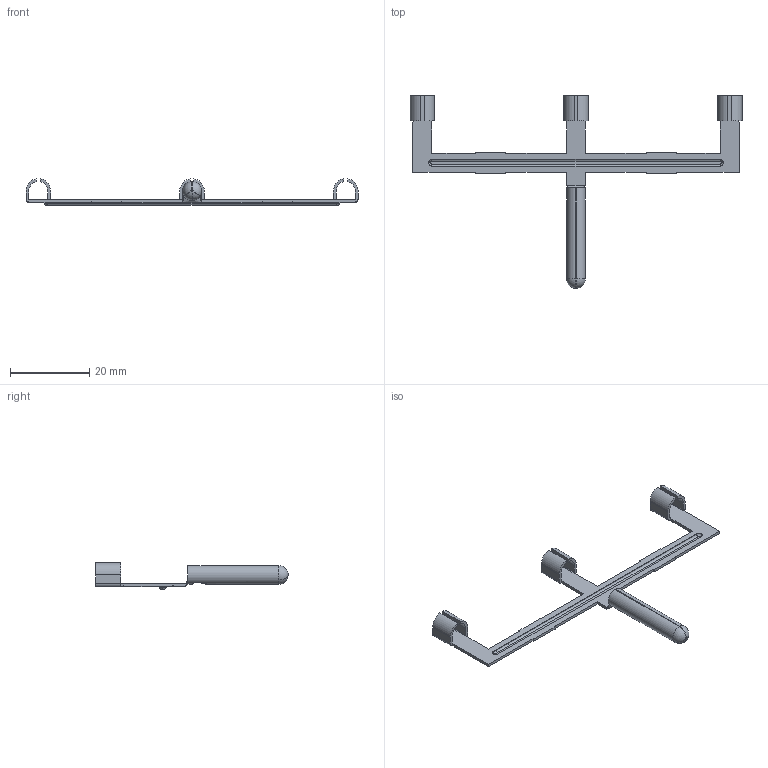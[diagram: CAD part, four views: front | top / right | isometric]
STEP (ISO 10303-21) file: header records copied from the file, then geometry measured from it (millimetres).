
FILE_DESCRIPTION (( 'STEP AP203' ), '1' );
FILE_NAME ('82074.STEP', '2015-02-12T20:18:59', ( '' ), ( '' ), 'SwSTEP 2.0', 'SolidWorks 2014', '' );
FILE_SCHEMA (( 'CONFIG_CONTROL_DESIGN' ));
Length unit declared in the file: inch
Products named in the file (1): 82074
Bounding box: 83.97 x 48.68 x 6.7 mm (x, y, z)
Volume: 850.5 mm3; surface area: 2839.2 mm2
Topology: 1 solids, 1 shells, 158 faces, 440 edges, 282 vertices
Faces by surface type: plane 87, cylinder 48, torus 9, sphere 8, bspline 6
Entity records: 5229 total; most frequent: CARTESIAN_POINT 1080, ORIENTED_EDGE 864, DIRECTION 859, EDGE_CURVE 432, AXIS2_PLACEMENT_3D 294, VERTEX_POINT 278, VECTOR 271, LINE 271
